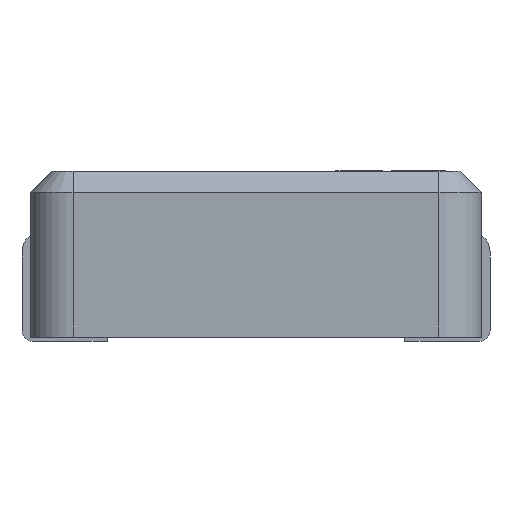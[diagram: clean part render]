
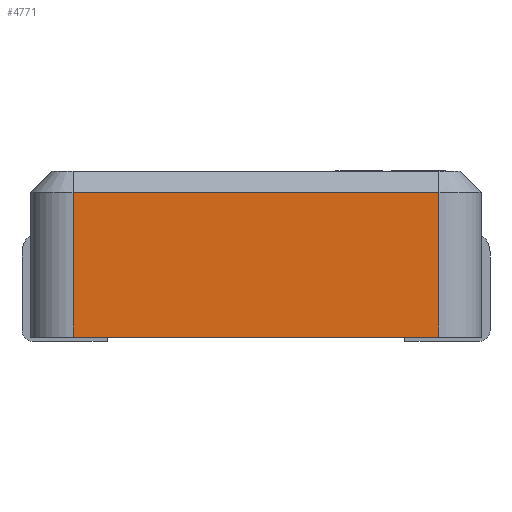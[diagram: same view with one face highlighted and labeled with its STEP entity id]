
A CAD part, front view. The second image highlights one B-rep face of the part: STEP entity #4771.
In plain terms, the highlighted planar face has unit normal (0, -1, 0).
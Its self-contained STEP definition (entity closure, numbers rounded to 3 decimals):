
#352=FACE_OUTER_BOUND('',#629,.T.);
#629=EDGE_LOOP('',(#3344,#3345,#3346,#3347));
#1030=LINE('',#6979,#1535);
#1044=LINE('',#7008,#1549);
#1045=LINE('',#7010,#1550);
#1046=LINE('',#7011,#1551);
#1535=VECTOR('',#5579,1.);
#1549=VECTOR('',#5601,1.);
#1550=VECTOR('',#5602,1.);
#1551=VECTOR('',#5603,1.);
#2123=VERTEX_POINT('',#6976);
#2124=VERTEX_POINT('',#6978);
#2135=VERTEX_POINT('',#7007);
#2136=VERTEX_POINT('',#7009);
#2603=EDGE_CURVE('',#2124,#2123,#1030,.T.);
#2618=EDGE_CURVE('',#2123,#2135,#1044,.T.);
#2619=EDGE_CURVE('',#2135,#2136,#1045,.T.);
#2620=EDGE_CURVE('',#2136,#2124,#1046,.T.);
#3344=ORIENTED_EDGE('',*,*,#2618,.T.);
#3345=ORIENTED_EDGE('',*,*,#2619,.T.);
#3346=ORIENTED_EDGE('',*,*,#2620,.T.);
#3347=ORIENTED_EDGE('',*,*,#2603,.T.);
#4570=PLANE('',#5147);
#4771=ADVANCED_FACE('',(#352),#4570,.F.);
#5147=AXIS2_PLACEMENT_3D('',#7006,#5599,#5600);
#5579=DIRECTION('',(1.,0.,0.));
#5599=DIRECTION('center_axis',(0.,1.,0.));
#5600=DIRECTION('ref_axis',(0.,0.,1.));
#5601=DIRECTION('',(0.,0.,1.));
#5602=DIRECTION('',(-1.,0.,0.));
#5603=DIRECTION('',(0.,0.,-1.));
#6976=CARTESIAN_POINT('',(4.3,-5.25,0.1));
#6978=CARTESIAN_POINT('',(-4.3,-5.25,0.1));
#6979=CARTESIAN_POINT('',(-5.3,-5.25,0.1));
#7006=CARTESIAN_POINT('Origin',(-5.3,-5.25,4.));
#7007=CARTESIAN_POINT('',(4.3,-5.25,3.5));
#7008=CARTESIAN_POINT('',(4.3,-5.25,4.));
#7009=CARTESIAN_POINT('',(-4.3,-5.25,3.5));
#7010=CARTESIAN_POINT('',(-5.3,-5.25,3.5));
#7011=CARTESIAN_POINT('',(-4.3,-5.25,4.));
